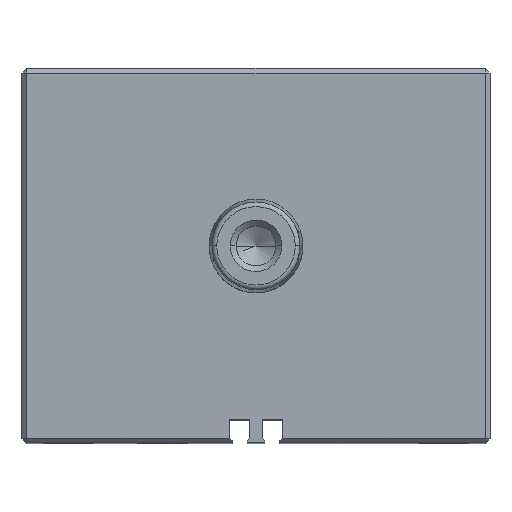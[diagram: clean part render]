
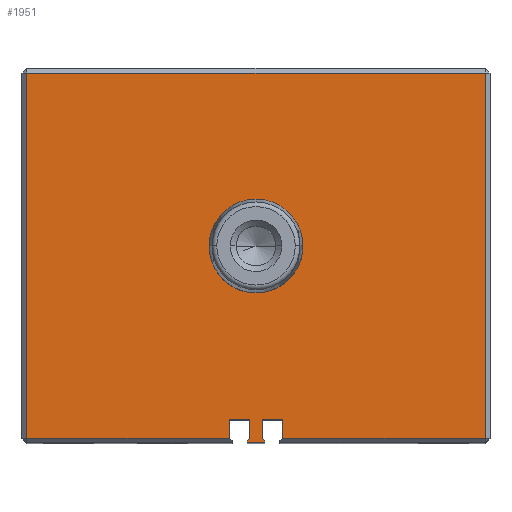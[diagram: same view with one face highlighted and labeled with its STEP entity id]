
A CAD part, top view. The second image highlights one B-rep face of the part: STEP entity #1951.
In plain terms, the highlighted planar face has unit normal (0, 0, 1).
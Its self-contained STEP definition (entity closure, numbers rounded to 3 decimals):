
#989=CARTESIAN_POINT('Vertex',(-5.7,-41.,-10.)) ;
#992=CARTESIAN_POINT('Line Origine',(-27.35,-41.,-10.)) ;
#996=CARTESIAN_POINT('Vertex',(-49.,-41.,-10.)) ;
#1765=CARTESIAN_POINT('Axis2P3D Location',(0.,-2.,-10.)) ;
#1770=CARTESIAN_POINT('Line Origine',(5.7,-39.,-10.)) ;
#1774=CARTESIAN_POINT('Vertex',(5.7,-41.,-10.)) ;
#1776=CARTESIAN_POINT('Vertex',(5.7,-37.,-10.)) ;
#1779=CARTESIAN_POINT('Line Origine',(27.35,-41.,-10.)) ;
#1783=CARTESIAN_POINT('Vertex',(49.,-41.,-10.)) ;
#1786=CARTESIAN_POINT('Line Origine',(49.,-2.,-10.)) ;
#1790=CARTESIAN_POINT('Vertex',(49.,37.,-10.)) ;
#1793=CARTESIAN_POINT('Line Origine',(0.,37.,-10.)) ;
#1797=CARTESIAN_POINT('Vertex',(-49.,37.,-10.)) ;
#1800=CARTESIAN_POINT('Line Origine',(-49.,-2.,-10.)) ;
#1805=CARTESIAN_POINT('Line Origine',(-5.7,-39.,-10.)) ;
#1809=CARTESIAN_POINT('Vertex',(-5.7,-37.,-10.)) ;
#1812=CARTESIAN_POINT('Line Origine',(-3.5,-37.,-10.)) ;
#1816=CARTESIAN_POINT('Vertex',(-1.3,-37.,-10.)) ;
#1819=CARTESIAN_POINT('Line Origine',(-1.3,-39.,-10.)) ;
#1823=CARTESIAN_POINT('Vertex',(-1.3,-41.,-10.)) ;
#1826=CARTESIAN_POINT('Line Origine',(-1.6,-41.3,-10.)) ;
#1830=CARTESIAN_POINT('Vertex',(-1.9,-41.6,-10.)) ;
#1833=CARTESIAN_POINT('Line Origine',(-1.9,-41.8,-10.)) ;
#1837=CARTESIAN_POINT('Vertex',(-1.9,-42.,-10.)) ;
#1840=CARTESIAN_POINT('Line Origine',(0.,-42.,-10.)) ;
#1844=CARTESIAN_POINT('Vertex',(1.9,-42.,-10.)) ;
#1847=CARTESIAN_POINT('Line Origine',(1.9,-41.8,-10.)) ;
#1851=CARTESIAN_POINT('Vertex',(1.9,-41.6,-10.)) ;
#1854=CARTESIAN_POINT('Line Origine',(1.6,-41.3,-10.)) ;
#1858=CARTESIAN_POINT('Vertex',(1.3,-41.,-10.)) ;
#1861=CARTESIAN_POINT('Line Origine',(1.3,-39.,-10.)) ;
#1865=CARTESIAN_POINT('Vertex',(1.3,-37.,-10.)) ;
#1868=CARTESIAN_POINT('Line Origine',(3.5,-37.,-10.)) ;
#1892=CARTESIAN_POINT('Control Point',(10.,0.,-10.)) ;
#1893=CARTESIAN_POINT('Control Point',(10.,-0.93,-10.)) ;
#1894=CARTESIAN_POINT('Control Point',(9.892,-1.859,-10.)) ;
#1895=CARTESIAN_POINT('Control Point',(9.676,-2.772,-10.)) ;
#1896=CARTESIAN_POINT('Control Point',(9.036,-4.53,-10.)) ;
#1897=CARTESIAN_POINT('Control Point',(8.01,-6.095,-10.)) ;
#1898=CARTESIAN_POINT('Control Point',(7.407,-6.815,-10.)) ;
#1899=CARTESIAN_POINT('Control Point',(6.047,-8.1,-10.)) ;
#1900=CARTESIAN_POINT('Control Point',(4.428,-9.039,-10.)) ;
#1901=CARTESIAN_POINT('Control Point',(3.567,-9.412,-10.)) ;
#1902=CARTESIAN_POINT('Control Point',(1.775,-9.951,-10.)) ;
#1903=CARTESIAN_POINT('Control Point',(-0.093,-10.065,-10.)) ;
#1904=CARTESIAN_POINT('Control Point',(-1.03,-10.012,-10.)) ;
#1905=CARTESIAN_POINT('Control Point',(-2.873,-9.691,-10.)) ;
#1906=CARTESIAN_POINT('Control Point',(-4.594,-8.955,-10.)) ;
#1907=CARTESIAN_POINT('Control Point',(-5.408,-8.489,-10.)) ;
#1908=CARTESIAN_POINT('Control Point',(-6.912,-7.375,-10.)) ;
#1909=CARTESIAN_POINT('Control Point',(-8.121,-5.946,-10.)) ;
#1910=CARTESIAN_POINT('Control Point',(-8.639,-5.165,-10.)) ;
#1911=CARTESIAN_POINT('Control Point',(-9.383,-3.696,-10.)) ;
#1912=CARTESIAN_POINT('Control Point',(-9.813,-2.111,-10.)) ;
#1913=CARTESIAN_POINT('Control Point',(-9.938,-1.412,-10.)) ;
#1914=CARTESIAN_POINT('Control Point',(-10.,-0.706,-10.)) ;
#1915=CARTESIAN_POINT('Control Point',(-10.,0.,-10.)) ;
#1916=CARTESIAN_POINT('Vertex',(10.,0.,-10.)) ;
#1918=CARTESIAN_POINT('Vertex',(-10.,0.,-10.)) ;
#1922=CARTESIAN_POINT('Control Point',(-10.,0.,-10.)) ;
#1923=CARTESIAN_POINT('Control Point',(-10.,0.93,-10.)) ;
#1924=CARTESIAN_POINT('Control Point',(-9.892,1.859,-10.)) ;
#1925=CARTESIAN_POINT('Control Point',(-9.676,2.772,-10.)) ;
#1926=CARTESIAN_POINT('Control Point',(-9.036,4.53,-10.)) ;
#1927=CARTESIAN_POINT('Control Point',(-8.01,6.095,-10.)) ;
#1928=CARTESIAN_POINT('Control Point',(-7.407,6.815,-10.)) ;
#1929=CARTESIAN_POINT('Control Point',(-6.047,8.1,-10.)) ;
#1930=CARTESIAN_POINT('Control Point',(-4.428,9.039,-10.)) ;
#1931=CARTESIAN_POINT('Control Point',(-3.567,9.412,-10.)) ;
#1932=CARTESIAN_POINT('Control Point',(-1.775,9.951,-10.)) ;
#1933=CARTESIAN_POINT('Control Point',(0.093,10.065,-10.)) ;
#1934=CARTESIAN_POINT('Control Point',(1.03,10.012,-10.)) ;
#1935=CARTESIAN_POINT('Control Point',(2.873,9.691,-10.)) ;
#1936=CARTESIAN_POINT('Control Point',(4.594,8.955,-10.)) ;
#1937=CARTESIAN_POINT('Control Point',(5.408,8.489,-10.)) ;
#1938=CARTESIAN_POINT('Control Point',(6.912,7.375,-10.)) ;
#1939=CARTESIAN_POINT('Control Point',(8.121,5.946,-10.)) ;
#1940=CARTESIAN_POINT('Control Point',(8.639,5.165,-10.)) ;
#1941=CARTESIAN_POINT('Control Point',(9.383,3.696,-10.)) ;
#1942=CARTESIAN_POINT('Control Point',(9.813,2.111,-10.)) ;
#1943=CARTESIAN_POINT('Control Point',(9.938,1.412,-10.)) ;
#1944=CARTESIAN_POINT('Control Point',(10.,0.706,-10.)) ;
#1945=CARTESIAN_POINT('Control Point',(10.,0.,-10.)) ;
#993=DIRECTION('Vector Direction',(1.,0.,0.)) ;
#1766=DIRECTION('Axis2P3D Direction',(0.,0.,1.)) ;
#1767=DIRECTION('Axis2P3D XDirection',(1.,0.,0.)) ;
#1771=DIRECTION('Vector Direction',(0.,1.,0.)) ;
#1780=DIRECTION('Vector Direction',(1.,0.,0.)) ;
#1787=DIRECTION('Vector Direction',(0.,1.,0.)) ;
#1794=DIRECTION('Vector Direction',(-1.,0.,0.)) ;
#1801=DIRECTION('Vector Direction',(0.,-1.,0.)) ;
#1806=DIRECTION('Vector Direction',(0.,-1.,0.)) ;
#1813=DIRECTION('Vector Direction',(-1.,0.,0.)) ;
#1820=DIRECTION('Vector Direction',(0.,1.,0.)) ;
#1827=DIRECTION('Vector Direction',(-0.707,-0.707,0.)) ;
#1834=DIRECTION('Vector Direction',(0.,1.,0.)) ;
#1841=DIRECTION('Vector Direction',(-1.,0.,0.)) ;
#1848=DIRECTION('Vector Direction',(0.,-1.,0.)) ;
#1855=DIRECTION('Vector Direction',(-0.707,0.707,0.)) ;
#1862=DIRECTION('Vector Direction',(0.,-1.,0.)) ;
#1869=DIRECTION('Vector Direction',(-1.,0.,0.)) ;
#1768=AXIS2_PLACEMENT_3D('Plane Axis2P3D',#1765,#1766,#1767) ;
#1874=ORIENTED_EDGE('',*,*,#1778,.F.) ;
#1875=ORIENTED_EDGE('',*,*,#1785,.T.) ;
#1876=ORIENTED_EDGE('',*,*,#1792,.T.) ;
#1877=ORIENTED_EDGE('',*,*,#1799,.T.) ;
#1878=ORIENTED_EDGE('',*,*,#1804,.T.) ;
#1879=ORIENTED_EDGE('',*,*,#998,.T.) ;
#1880=ORIENTED_EDGE('',*,*,#1811,.F.) ;
#1881=ORIENTED_EDGE('',*,*,#1818,.F.) ;
#1882=ORIENTED_EDGE('',*,*,#1825,.F.) ;
#1883=ORIENTED_EDGE('',*,*,#1832,.T.) ;
#1884=ORIENTED_EDGE('',*,*,#1839,.F.) ;
#1885=ORIENTED_EDGE('',*,*,#1846,.F.) ;
#1886=ORIENTED_EDGE('',*,*,#1853,.F.) ;
#1887=ORIENTED_EDGE('',*,*,#1860,.T.) ;
#1888=ORIENTED_EDGE('',*,*,#1867,.F.) ;
#1889=ORIENTED_EDGE('',*,*,#1872,.F.) ;
#1948=ORIENTED_EDGE('',*,*,#1920,.T.) ;
#1949=ORIENTED_EDGE('',*,*,#1946,.T.) ;
#1950=FACE_BOUND('',#1947,.T.) ;
#994=VECTOR('Line Direction',#993,1.) ;
#1772=VECTOR('Line Direction',#1771,1.) ;
#1781=VECTOR('Line Direction',#1780,1.) ;
#1788=VECTOR('Line Direction',#1787,1.) ;
#1795=VECTOR('Line Direction',#1794,1.) ;
#1802=VECTOR('Line Direction',#1801,1.) ;
#1807=VECTOR('Line Direction',#1806,1.) ;
#1814=VECTOR('Line Direction',#1813,1.) ;
#1821=VECTOR('Line Direction',#1820,1.) ;
#1828=VECTOR('Line Direction',#1827,1.) ;
#1835=VECTOR('Line Direction',#1834,1.) ;
#1842=VECTOR('Line Direction',#1841,1.) ;
#1849=VECTOR('Line Direction',#1848,1.) ;
#1856=VECTOR('Line Direction',#1855,1.) ;
#1863=VECTOR('Line Direction',#1862,1.) ;
#1870=VECTOR('Line Direction',#1869,1.) ;
#1951=ADVANCED_FACE('',(#1890,#1950),#1769,.T.) ;
#1891=B_SPLINE_CURVE_WITH_KNOTS('',5,(#1892,#1893,#1894,#1895,#1896,#1897,#1898,#1899,#1900,#1901,#1902,#1903,#1904,#1905,#1906,#1907,#1908,#1909,#1910,#1911,#1912,#1913,#1914,#1915),.UNSPECIFIED.,.F.,.U.,(6,3,3,3,3,3,3,6),(0.,6.573,13.145,19.718,26.29,32.863,39.436,44.428),.UNSPECIFIED.) ;
#1921=B_SPLINE_CURVE_WITH_KNOTS('',5,(#1922,#1923,#1924,#1925,#1926,#1927,#1928,#1929,#1930,#1931,#1932,#1933,#1934,#1935,#1936,#1937,#1938,#1939,#1940,#1941,#1942,#1943,#1944,#1945),.UNSPECIFIED.,.F.,.U.,(6,3,3,3,3,3,3,6),(0.,6.573,13.145,19.718,26.29,32.863,39.436,44.428),.UNSPECIFIED.) ;
#998=EDGE_CURVE('',#997,#990,#995,.T.) ;
#1778=EDGE_CURVE('',#1775,#1777,#1773,.T.) ;
#1785=EDGE_CURVE('',#1775,#1784,#1782,.T.) ;
#1792=EDGE_CURVE('',#1784,#1791,#1789,.T.) ;
#1799=EDGE_CURVE('',#1791,#1798,#1796,.T.) ;
#1804=EDGE_CURVE('',#1798,#997,#1803,.T.) ;
#1811=EDGE_CURVE('',#1810,#990,#1808,.T.) ;
#1818=EDGE_CURVE('',#1817,#1810,#1815,.T.) ;
#1825=EDGE_CURVE('',#1824,#1817,#1822,.T.) ;
#1832=EDGE_CURVE('',#1824,#1831,#1829,.T.) ;
#1839=EDGE_CURVE('',#1838,#1831,#1836,.T.) ;
#1846=EDGE_CURVE('',#1845,#1838,#1843,.T.) ;
#1853=EDGE_CURVE('',#1852,#1845,#1850,.T.) ;
#1860=EDGE_CURVE('',#1852,#1859,#1857,.T.) ;
#1867=EDGE_CURVE('',#1866,#1859,#1864,.T.) ;
#1872=EDGE_CURVE('',#1777,#1866,#1871,.T.) ;
#1920=EDGE_CURVE('',#1917,#1919,#1891,.T.) ;
#1946=EDGE_CURVE('',#1919,#1917,#1921,.T.) ;
#1873=EDGE_LOOP('',(#1874,#1875,#1876,#1877,#1878,#1879,#1880,#1881,#1882,#1883,#1884,#1885,#1886,#1887,#1888,#1889)) ;
#1947=EDGE_LOOP('',(#1948,#1949)) ;
#1890=FACE_OUTER_BOUND('',#1873,.T.) ;
#995=LINE('Line',#992,#994) ;
#1773=LINE('Line',#1770,#1772) ;
#1782=LINE('Line',#1779,#1781) ;
#1789=LINE('Line',#1786,#1788) ;
#1796=LINE('Line',#1793,#1795) ;
#1803=LINE('Line',#1800,#1802) ;
#1808=LINE('Line',#1805,#1807) ;
#1815=LINE('Line',#1812,#1814) ;
#1822=LINE('Line',#1819,#1821) ;
#1829=LINE('Line',#1826,#1828) ;
#1836=LINE('Line',#1833,#1835) ;
#1843=LINE('Line',#1840,#1842) ;
#1850=LINE('Line',#1847,#1849) ;
#1857=LINE('Line',#1854,#1856) ;
#1864=LINE('Line',#1861,#1863) ;
#1871=LINE('Line',#1868,#1870) ;
#1769=PLANE('Plane',#1768) ;
#990=VERTEX_POINT('',#989) ;
#997=VERTEX_POINT('',#996) ;
#1775=VERTEX_POINT('',#1774) ;
#1777=VERTEX_POINT('',#1776) ;
#1784=VERTEX_POINT('',#1783) ;
#1791=VERTEX_POINT('',#1790) ;
#1798=VERTEX_POINT('',#1797) ;
#1810=VERTEX_POINT('',#1809) ;
#1817=VERTEX_POINT('',#1816) ;
#1824=VERTEX_POINT('',#1823) ;
#1831=VERTEX_POINT('',#1830) ;
#1838=VERTEX_POINT('',#1837) ;
#1845=VERTEX_POINT('',#1844) ;
#1852=VERTEX_POINT('',#1851) ;
#1859=VERTEX_POINT('',#1858) ;
#1866=VERTEX_POINT('',#1865) ;
#1917=VERTEX_POINT('',#1916) ;
#1919=VERTEX_POINT('',#1918) ;
